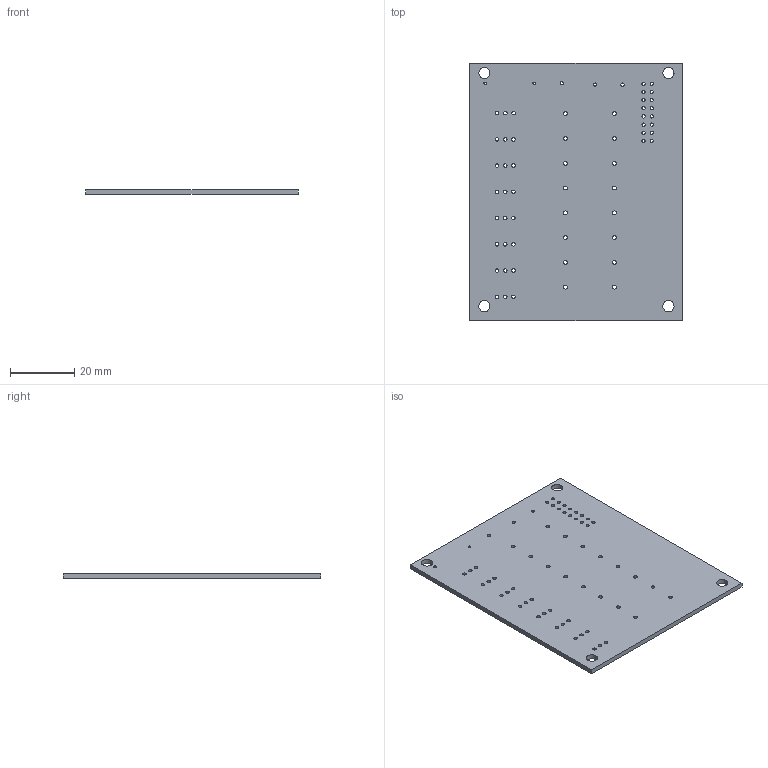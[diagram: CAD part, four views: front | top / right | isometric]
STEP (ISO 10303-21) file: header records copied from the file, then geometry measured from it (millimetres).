
FILE_DESCRIPTION (( 'STEP AP214' ), '1' );
FILE_NAME ('valve-driver_PCB.step.STEP', '2025-09-19T19:22:41', ( '' ), ( '' ), 'SwSTEP 2.0', 'SolidWorks 2025', '' );
FILE_SCHEMA (( 'AUTOMOTIVE_DESIGN' ));
Length unit declared in the file: millimetre
Products named in the file (1): valve-driver_PCB.step
Bounding box: 66 x 80 x 1.51 mm (x, y, z)
Volume: 7828.9 mm3; surface area: 11190.7 mm2
Topology: 1 solids, 1 shells, 136 faces, 402 edges, 268 vertices
Faces by surface type: cylinder 130, plane 6
Entity records: 4989 total; most frequent: DIRECTION 936, CARTESIAN_POINT 807, ORIENTED_EDGE 804, EDGE_CURVE 402, AXIS2_PLACEMENT_3D 397, VERTEX_POINT 268, EDGE_LOOP 266, CIRCLE 260
